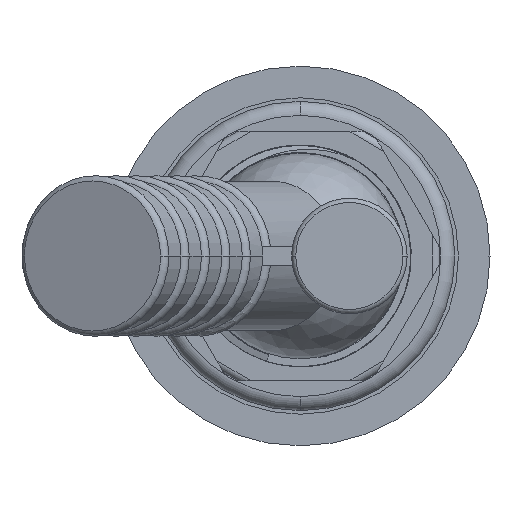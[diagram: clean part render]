
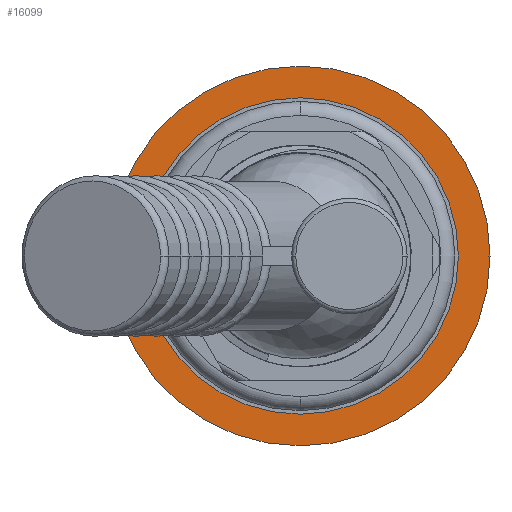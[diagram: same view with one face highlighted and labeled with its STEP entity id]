
A CAD part, front view. The second image highlights one B-rep face of the part: STEP entity #16099.
In plain terms, the highlighted planar face has unit normal (0, -1, 0).
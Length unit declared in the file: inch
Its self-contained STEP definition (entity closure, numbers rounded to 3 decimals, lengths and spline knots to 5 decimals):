
#1009=CARTESIAN_POINT('',(0.,0.,0.));
#1010=DIRECTION('',(0.,-1.,0.));
#1011=DIRECTION('',(1.,0.,0.));
#1012=AXIS2_PLACEMENT_3D('',#1009,#1010,#1011);
#1481=CARTESIAN_POINT('',(0.,0.,0.));
#1482=DIRECTION('',(0.,1.,0.));
#1483=DIRECTION('',(1.,0.,0.));
#1484=AXIS2_PLACEMENT_3D('',#1481,#1482,#1483);
#1497=CARTESIAN_POINT('',(0.,0.,0.));
#1498=DIRECTION('',(0.,1.,0.));
#1499=DIRECTION('',(-0.528,0.,-0.849));
#1500=AXIS2_PLACEMENT_3D('',#1497,#1498,#1499);
#1577=CARTESIAN_POINT('',(-0.37513,0.,0.50551));
#1578=CARTESIAN_POINT('',(-0.3582,0.,0.51639));
#1579=CARTESIAN_POINT('',(-0.32358,0.,0.53635));
#1580=CARTESIAN_POINT('',(-0.26929,0.,0.56108));
#1581=CARTESIAN_POINT('',(-0.21312,0.,0.58042));
#1582=CARTESIAN_POINT('',(-0.15554,0.,0.59422));
#1583=CARTESIAN_POINT('',(-0.09735,0.,0.60235));
#1584=CARTESIAN_POINT('',(-0.03887,0.,0.60485));
#1585=CARTESIAN_POINT('',(0.01933,0.,0.60169));
#1586=CARTESIAN_POINT('',(0.0765,0.,0.59301));
#1587=CARTESIAN_POINT('',(0.13251,0.,0.57885));
#1588=CARTESIAN_POINT('',(0.16839,0.,0.56596));
#1589=CARTESIAN_POINT('',(0.18603,0.,0.55864));
#1594=CARTESIAN_POINT('',(0.18603,0.,0.55864));
#1595=CARTESIAN_POINT('',(0.20567,0.,0.5521));
#1596=CARTESIAN_POINT('',(0.24401,0.,0.53705));
#1597=CARTESIAN_POINT('',(0.29906,0.,0.50846));
#1598=CARTESIAN_POINT('',(0.35065,0.,0.47435));
#1599=CARTESIAN_POINT('',(0.39855,0.,0.43488));
#1600=CARTESIAN_POINT('',(0.4419,0.,0.39075));
#1601=CARTESIAN_POINT('',(0.48047,0.,0.34222));
#1602=CARTESIAN_POINT('',(0.51373,0.,0.2899));
#1603=CARTESIAN_POINT('',(0.54125,0.,0.23454));
#1604=CARTESIAN_POINT('',(0.56291,0.,0.17633));
#1605=CARTESIAN_POINT('',(0.57827,0.,0.11647));
#1606=CARTESIAN_POINT('',(0.58731,0.,0.05509));
#1607=CARTESIAN_POINT('',(0.58984,0.,-0.00684));
#1608=CARTESIAN_POINT('',(0.58589,0.,-0.06854));
#1609=CARTESIAN_POINT('',(0.57543,0.,-0.12979));
#1610=CARTESIAN_POINT('',(0.55871,0.,-0.18923));
#1611=CARTESIAN_POINT('',(0.53572,0.,-0.24692));
#1612=CARTESIAN_POINT('',(0.50688,0.,-0.30171));
#1613=CARTESIAN_POINT('',(0.47249,0.,-0.35316));
#1614=CARTESIAN_POINT('',(0.43273,0.,-0.40089));
#1615=CARTESIAN_POINT('',(0.38845,0.,-0.44393));
#1616=CARTESIAN_POINT('',(0.33962,0.,-0.48232));
#1617=CARTESIAN_POINT('',(0.2872,0.,-0.51524));
#1618=CARTESIAN_POINT('',(0.25023,0.,-0.53338));
#1619=CARTESIAN_POINT('',(0.2312,0.,-0.54151));
#1719=CARTESIAN_POINT('',(0.2312,0.,-0.54151));
#1720=CARTESIAN_POINT('',(0.21422,0.,-0.55025));
#1721=CARTESIAN_POINT('',(0.17951,0.,-0.56603));
#1722=CARTESIAN_POINT('',(0.12515,0.,-0.58466));
#1723=CARTESIAN_POINT('',(0.06874,0.,-0.59806));
#1724=CARTESIAN_POINT('',(0.01116,0.,-0.60596));
#1725=CARTESIAN_POINT('',(-0.04722,0.,-0.60831));
#1726=CARTESIAN_POINT('',(-0.10594,0.,-0.605));
#1727=CARTESIAN_POINT('',(-0.16428,0.,-0.59603));
#1728=CARTESIAN_POINT('',(-0.22181,0.,-0.58146));
#1729=CARTESIAN_POINT('',(-0.2784,0.,-0.56114));
#1730=CARTESIAN_POINT('',(-0.31463,0.,-0.54404));
#1731=CARTESIAN_POINT('',(-0.33243,0.,-0.53457));
#15422=CARTESIAN_POINT('',(1.08,0.,0.));
#15423=CARTESIAN_POINT('',(-1.08,0.,0.));
#15424=VERTEX_POINT('',#15422);
#15425=VERTEX_POINT('',#15423);
#15472=VERTEX_POINT('',#1577);
#15473=VERTEX_POINT('',#1589);
#15474=VERTEX_POINT('',#1619);
#15475=VERTEX_POINT('',#1731);
#16080=CARTESIAN_POINT('',(0.,0.,0.));
#16081=DIRECTION('',(0.,-1.,0.));
#16082=DIRECTION('',(-1.,0.,0.));
#16083=AXIS2_PLACEMENT_3D('',#16080,#16081,#16082);
#16084=PLANE('',#16083);
#16085=ORIENTED_EDGE('',*,*,#16074,.T.);
#16086=ORIENTED_EDGE('',*,*,#15950,.F.);
#16087=EDGE_LOOP('',(#16085,#16086));
#16088=FACE_OUTER_BOUND('',#16087,.F.);
#16090=ORIENTED_EDGE('',*,*,#16089,.F.);
#16092=ORIENTED_EDGE('',*,*,#16091,.F.);
#16094=ORIENTED_EDGE('',*,*,#16093,.F.);
#16096=ORIENTED_EDGE('',*,*,#16095,.F.);
#16097=EDGE_LOOP('',(#16090,#16092,#16094,#16096));
#16098=FACE_BOUND('',#16097,.F.);
#1013=CIRCLE('',#1012,1.08);
#1485=CIRCLE('',#1484,1.08);
#1501=CIRCLE('',#1500,0.6295);
#1590=B_SPLINE_CURVE_WITH_KNOTS('',3,(#1577,#1578,#1579,#1580,#1581,#1582,#1583,
#1584,#1585,#1586,#1587,#1588,#1589),.UNSPECIFIED.,.F.,.F.,(4,1,1,1,1,1,1,1,1,1,
4),(0.,0.1,0.2,0.3,0.4,0.5,0.6,0.7,0.8,0.9,1.),
.UNSPECIFIED.);
#1620=B_SPLINE_CURVE_WITH_KNOTS('',3,(#1594,#1595,#1596,#1597,#1598,#1599,#1600,
#1601,#1602,#1603,#1604,#1605,#1606,#1607,#1608,#1609,#1610,#1611,#1612,#1613,
#1614,#1615,#1616,#1617,#1618,#1619),.UNSPECIFIED.,.F.,.F.,(4,1,1,1,1,1,1,1,1,1,
1,1,1,1,1,1,1,1,1,1,1,1,1,4),(0.,0.04348,0.08696,
0.13043,0.17391,0.21739,0.26087,
0.30435,0.34783,0.3913,0.43478,
0.47826,0.52174,0.56522,0.6087,
0.65217,0.69565,0.73913,0.78261,
0.82609,0.86957,0.91304,0.95652,1.),
.UNSPECIFIED.);
#1732=B_SPLINE_CURVE_WITH_KNOTS('',3,(#1719,#1720,#1721,#1722,#1723,#1724,#1725,
#1726,#1727,#1728,#1729,#1730,#1731),.UNSPECIFIED.,.F.,.F.,(4,1,1,1,1,1,1,1,1,1,
4),(0.,0.1,0.2,0.3,0.4,0.5,0.6,0.7,0.8,0.9,1.),
.UNSPECIFIED.);
#15950=EDGE_CURVE('',#15424,#15425,#1013,.T.);
#16074=EDGE_CURVE('',#15424,#15425,#1485,.T.);
#16089=EDGE_CURVE('',#15475,#15472,#1501,.T.);
#16091=EDGE_CURVE('',#15474,#15475,#1732,.T.);
#16093=EDGE_CURVE('',#15473,#15474,#1620,.T.);
#16095=EDGE_CURVE('',#15472,#15473,#1590,.T.);
#16099=ADVANCED_FACE('',(#16088,#16098),#16084,.T.);
